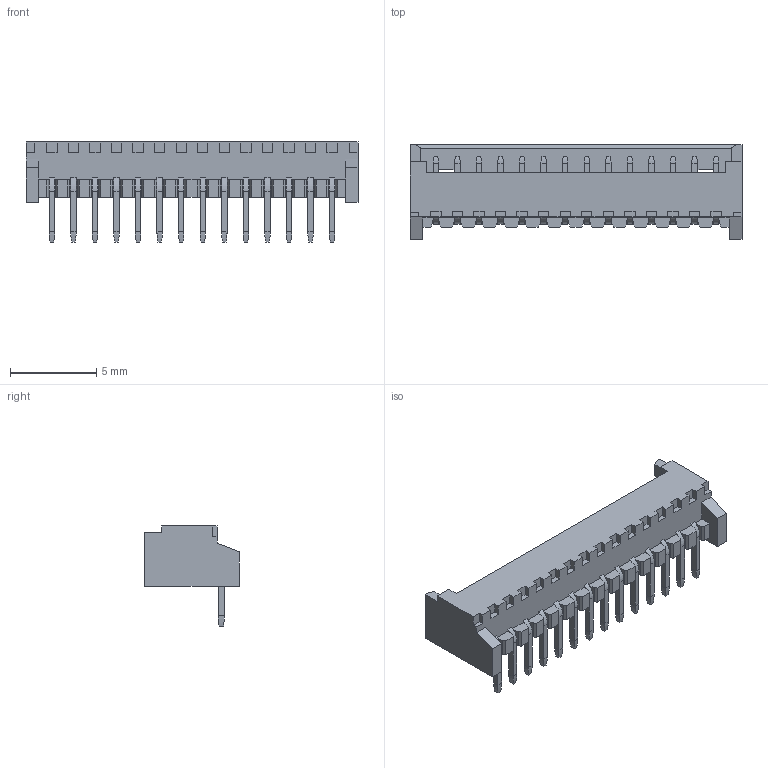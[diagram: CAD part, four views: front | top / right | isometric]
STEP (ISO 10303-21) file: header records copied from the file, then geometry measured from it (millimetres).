
FILE_DESCRIPTION((''),'2;1');
FILE_NAME('530481410','2019-04-30T',('gga'),(''),'PRO/ENGINEER BY PARAMETRIC TECHNOLOGY CORPORATION, 2016010','PRO/ENGINEER BY PARAMETRIC TECHNOLOGY CORPORATION, 2016010','');
FILE_SCHEMA(('CONFIG_CONTROL_DESIGN'));
Length unit declared in the file: millimetre
Products named in the file (1): 530481410
Bounding box: 19.25 x 5.5 x 5.8 mm (x, y, z)
Volume: 138.9 mm3; surface area: 532 mm2
Topology: 1 solids, 1 shells, 464 faces, 1254 edges, 806 vertices
Faces by surface type: plane 338, bspline 112, cylinder 14
Entity records: 16979 total; most frequent: CARTESIAN_POINT 5857, ORIENTED_EDGE 2452, DIRECTION 1904, EDGE_CURVE 1226, VECTOR 1086, LINE 1086, VERTEX_POINT 778, EDGE_LOOP 482
